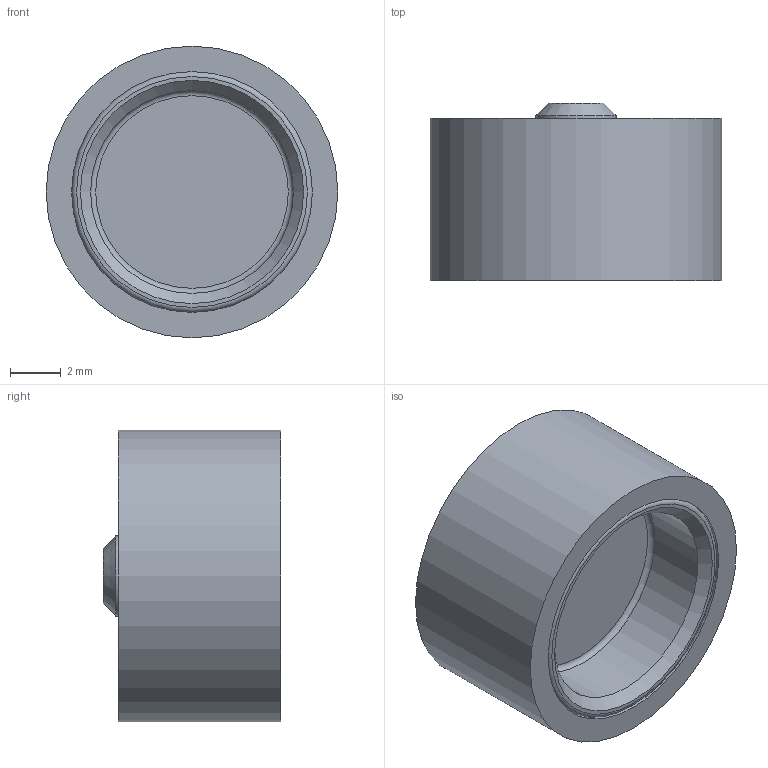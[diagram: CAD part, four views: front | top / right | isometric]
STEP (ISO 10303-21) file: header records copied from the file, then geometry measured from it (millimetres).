
FILE_DESCRIPTION(/* description */ (''),/* implementation_level */ '2;1');
FILE_NAME(/* name */ 'PassiveWheel.step',/* time_stamp */ '2023-05-02T14:51:38-04:00',/* author */ (''),/* organization */ (''),/* preprocessor_version */ 'ST-DEVELOPER v19.2',/* originating_system */ 'Autodesk Translation Framework v12.4.0.73',/* authorisation */ '');
FILE_SCHEMA (('AUTOMOTIVE_DESIGN { 1 0 10303 214 3 1 1 }'));
Length unit declared in the file: millimetre
Products named in the file (3): BB_Mg_Adapter_Extention_RubberWheel; BB_Mg_Adapter_Extention; BB_Mg Adapter
Assembly tree (2 placements, depth 3):
  BB_Mg_Adapter_Extention_RubberWheel
    BB_Mg_Adapter_Extention
      BB_Mg Adapter
Bounding box: 11.5 x 7 x 11.5 mm (x, y, z)
Volume: 406 mm3; surface area: 1018.8 mm2
Topology: 4 solids, 4 shells, 23 faces, 35 edges, 22 vertices
Faces by surface type: plane 10, cylinder 7, torus 3, cone 3
Full cylindrical faces by diameter (mm): 3.16 x2, 8 x1, 9.5 x3, 11.5 x1
Entity records: 607 total; most frequent: DIRECTION 116, CARTESIAN_POINT 85, ORIENTED_EDGE 70, AXIS2_PLACEMENT_3D 53, EDGE_CURVE 35, EDGE_LOOP 27, CIRCLE 25, FACE_OUTER_BOUND 23
